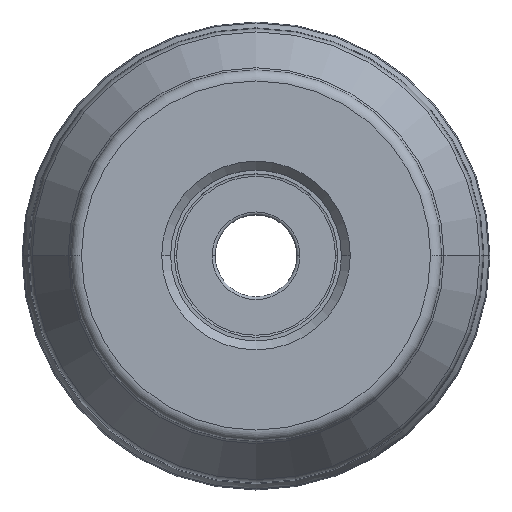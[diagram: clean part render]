
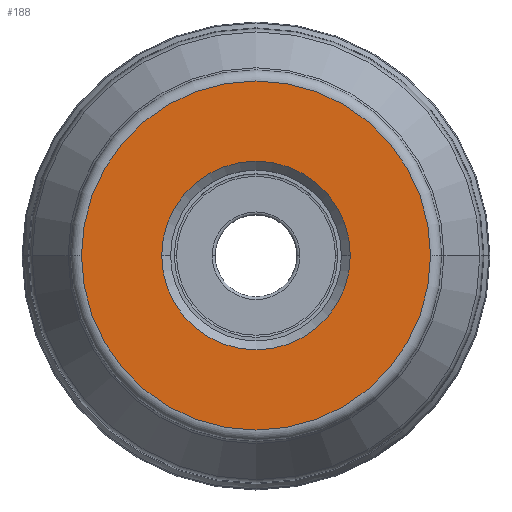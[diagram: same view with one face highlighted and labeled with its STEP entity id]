
A CAD part, top view. The second image highlights one B-rep face of the part: STEP entity #188.
In plain terms, the highlighted planar face has unit normal (0, 0, 1).
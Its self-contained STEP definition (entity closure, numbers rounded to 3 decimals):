
#59=PLANE('',#1741);
#69=FACE_BOUND('',#418,.T.);
#70=FACE_BOUND('',#419,.T.);
#188=ADVANCED_FACE('',(#69,#70),#59,.T.);
#418=EDGE_LOOP('',(#695,#696));
#419=EDGE_LOOP('',(#697,#698,#699));
#695=ORIENTED_EDGE('',*,*,#1087,.F.);
#696=ORIENTED_EDGE('',*,*,#1086,.F.);
#697=ORIENTED_EDGE('',*,*,#1088,.F.);
#698=ORIENTED_EDGE('',*,*,#1089,.F.);
#699=ORIENTED_EDGE('',*,*,#1090,.F.);
#919=VERTEX_POINT('',#5469);
#920=VERTEX_POINT('',#5471);
#921=VERTEX_POINT('',#5476);
#922=VERTEX_POINT('',#5477);
#923=VERTEX_POINT('',#5479);
#1086=EDGE_CURVE('',#920,#919,#1310,.T.);
#1087=EDGE_CURVE('',#919,#920,#1311,.T.);
#1088=EDGE_CURVE('',#921,#922,#1312,.T.);
#1089=EDGE_CURVE('',#923,#921,#1313,.T.);
#1090=EDGE_CURVE('',#922,#923,#1314,.T.);
#1310=CIRCLE('',#1735,23.5);
#1311=CIRCLE('',#1737,23.5);
#1312=CIRCLE('',#1738,12.7);
#1313=CIRCLE('',#1739,12.7);
#1314=CIRCLE('',#1740,12.7);
#1735=AXIS2_PLACEMENT_3D('',#5472,#2150,#2151);
#1737=AXIS2_PLACEMENT_3D('',#5474,#2154,#2155);
#1738=AXIS2_PLACEMENT_3D('',#5475,#2156,#2157);
#1739=AXIS2_PLACEMENT_3D('',#5478,#2158,#2159);
#1740=AXIS2_PLACEMENT_3D('',#5480,#2160,#2161);
#1741=AXIS2_PLACEMENT_3D('',#5481,#2162,#2163);
#2150=DIRECTION('',(0.,0.,-1.));
#2151=DIRECTION('',(1.,0.,0.));
#2154=DIRECTION('',(0.,0.,-1.));
#2155=DIRECTION('',(-1.,0.,0.));
#2156=DIRECTION('',(0.,0.,1.));
#2157=DIRECTION('',(1.,0.,0.));
#2158=DIRECTION('',(0.,0.,1.));
#2159=DIRECTION('',(0.,-1.,0.));
#2160=DIRECTION('',(0.,0.,1.));
#2161=DIRECTION('',(-1.,0.,0.));
#2162=DIRECTION('',(0.,0.,1.));
#2163=DIRECTION('',(1.,0.,0.));
#5469=CARTESIAN_POINT('',(-23.5,0.,0.));
#5471=CARTESIAN_POINT('',(23.5,0.,0.));
#5472=CARTESIAN_POINT('',(0.,0.,0.));
#5474=CARTESIAN_POINT('',(0.,0.,0.));
#5475=CARTESIAN_POINT('',(0.,0.,0.));
#5476=CARTESIAN_POINT('',(12.7,0.,0.));
#5477=CARTESIAN_POINT('',(-12.7,0.,0.));
#5478=CARTESIAN_POINT('',(0.,0.,0.));
#5479=CARTESIAN_POINT('',(0.,-12.7,0.));
#5480=CARTESIAN_POINT('',(0.,0.,0.));
#5481=CARTESIAN_POINT('',(0.,0.,0.));
